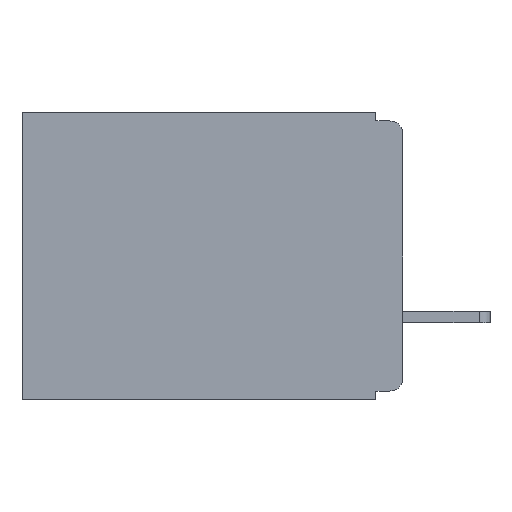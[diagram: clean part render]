
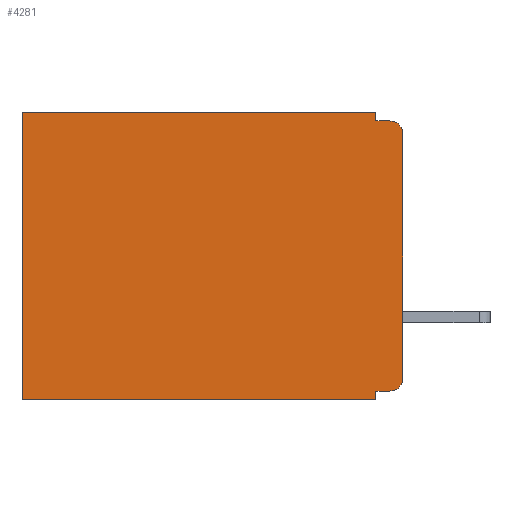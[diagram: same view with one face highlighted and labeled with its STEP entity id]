
A CAD part, left-side view. The second image highlights one B-rep face of the part: STEP entity #4281.
In plain terms, the highlighted planar face has unit normal (-1, 0, 0).
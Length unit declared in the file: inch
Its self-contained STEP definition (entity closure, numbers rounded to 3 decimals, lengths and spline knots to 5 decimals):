
#124 = FACE_OUTER_BOUND ( 'NONE', #8266, .T. ) ;
#365 = CARTESIAN_POINT ( 'NONE',  ( 0.3, 0.015, -0.32 ) ) ;
#426 = CARTESIAN_POINT ( 'NONE',  ( 0.3, 0., -0.305 ) ) ;
#791 = AXIS2_PLACEMENT_3D ( 'NONE', #9111, #903, #1428 ) ;
#800 = CIRCLE ( 'NONE', #5157, 0.015 ) ;
#903 = DIRECTION ( 'NONE',  ( -1., 0., 0. ) ) ;
#930 = CIRCLE ( 'NONE', #791, 0.015 ) ;
#992 = VECTOR ( 'NONE', #1643, 39.37008 ) ;
#1117 = DIRECTION ( 'NONE',  ( 1., 0., 0. ) ) ;
#1134 = LINE ( 'NONE', #2895, #992 ) ;
#1146 = EDGE_CURVE ( 'NONE', #1835, #4568, #6635, .T. ) ;
#1246 = EDGE_CURVE ( 'NONE', #1543, #2910, #6405, .T. ) ;
#1275 = VERTEX_POINT ( 'NONE', #7540 ) ;
#1428 = DIRECTION ( 'NONE',  ( 0., 0., -1. ) ) ;
#1514 = VECTOR ( 'NONE', #2690, 39.37008 ) ;
#1543 = VERTEX_POINT ( 'NONE', #4477 ) ;
#1583 = LINE ( 'NONE', #2936, #1514 ) ;
#1643 = DIRECTION ( 'NONE',  ( 0., 1., 0. ) ) ;
#1765 = DIRECTION ( 'NONE',  ( 0., 1., 0. ) ) ;
#1835 = VERTEX_POINT ( 'NONE', #8735 ) ;
#1907 = EDGE_CURVE ( 'NONE', #9127, #1275, #1134, .T. ) ;
#1947 = EDGE_CURVE ( 'NONE', #1835, #2910, #930, .T. ) ;
#2010 = EDGE_CURVE ( 'NONE', #9127, #4568, #800, .T. ) ;
#2236 = ORIENTED_EDGE ( 'NONE', *, *, #3123, .F. ) ;
#2376 = ORIENTED_EDGE ( 'NONE', *, *, #3224, .F. ) ;
#2389 = ORIENTED_EDGE ( 'NONE', *, *, #5666, .T. ) ;
#2397 = ORIENTED_EDGE ( 'NONE', *, *, #8055, .T. ) ;
#2420 = CARTESIAN_POINT ( 'NONE',  ( 0.3, 0.031, -0.33 ) ) ;
#2449 = ORIENTED_EDGE ( 'NONE', *, *, #1246, .F. ) ;
#2544 = ORIENTED_EDGE ( 'NONE', *, *, #3206, .F. ) ;
#2690 = DIRECTION ( 'NONE',  ( 0., 1., 0. ) ) ;
#2825 = VERTEX_POINT ( 'NONE', #10277 ) ;
#2895 = CARTESIAN_POINT ( 'NONE',  ( 0.3, 0., -0.32 ) ) ;
#2910 = VERTEX_POINT ( 'NONE', #4805 ) ;
#2936 = CARTESIAN_POINT ( 'NONE',  ( 0.3, 0., 0. ) ) ;
#3123 = EDGE_CURVE ( 'NONE', #4138, #6993, #8926, .T. ) ;
#3128 = VERTEX_POINT ( 'NONE', #10531 ) ;
#3164 = ORIENTED_EDGE ( 'NONE', *, *, #2010, .T. ) ;
#3206 = EDGE_CURVE ( 'NONE', #2825, #1543, #5571, .T. ) ;
#3224 = EDGE_CURVE ( 'NONE', #1275, #4138, #5432, .T. ) ;
#3252 = ORIENTED_EDGE ( 'NONE', *, *, #1146, .F. ) ;
#3259 = ORIENTED_EDGE ( 'NONE', *, *, #1907, .F. ) ;
#3330 = DIRECTION ( 'NONE',  ( 0., 0., -1. ) ) ;
#3501 = ORIENTED_EDGE ( 'NONE', *, *, #1947, .T. ) ;
#3825 = DIRECTION ( 'NONE',  ( 0., 0., -1. ) ) ;
#4138 = VERTEX_POINT ( 'NONE', #5498 ) ;
#4248 = CARTESIAN_POINT ( 'NONE',  ( 0.3, 0., -0.33 ) ) ;
#4281 = ADVANCED_FACE ( 'NONE', ( #124 ), #5785, .F. ) ;
#4372 = DIRECTION ( 'NONE',  ( 0., 0., -1. ) ) ;
#4477 = CARTESIAN_POINT ( 'NONE',  ( 0.3, 0.031, -0.01 ) ) ;
#4551 = CARTESIAN_POINT ( 'NONE',  ( 0.3, 0., -0.01 ) ) ;
#4568 = VERTEX_POINT ( 'NONE', #426 ) ;
#4805 = CARTESIAN_POINT ( 'NONE',  ( 0.3, 0.015, -0.01 ) ) ;
#5157 = AXIS2_PLACEMENT_3D ( 'NONE', #8670, #8643, #3825 ) ;
#5324 = VECTOR ( 'NONE', #6846, 39.37008 ) ;
#5327 = CARTESIAN_POINT ( 'NONE',  ( 0.3, 0., -0.33 ) ) ;
#5432 = LINE ( 'NONE', #2420, #5324 ) ;
#5498 = CARTESIAN_POINT ( 'NONE',  ( 0.3, 0.031, -0.33 ) ) ;
#5571 = LINE ( 'NONE', #10138, #5829 ) ;
#5666 = EDGE_CURVE ( 'NONE', #2825, #3128, #1583, .T. ) ;
#5785 = PLANE ( 'NONE',  #8281 ) ;
#5829 = VECTOR ( 'NONE', #3330, 39.37008 ) ;
#6150 = CARTESIAN_POINT ( 'NONE',  ( 0.3, 0., -0.33 ) ) ;
#6224 = VECTOR ( 'NONE', #6794, 39.37008 ) ;
#6405 = LINE ( 'NONE', #4551, #6224 ) ;
#6635 = LINE ( 'NONE', #4248, #6676 ) ;
#6676 = VECTOR ( 'NONE', #4372, 39.37008 ) ;
#6794 = DIRECTION ( 'NONE',  ( 0., -1., 0. ) ) ;
#6846 = DIRECTION ( 'NONE',  ( 0., 0., -1. ) ) ;
#6934 = VECTOR ( 'NONE', #10386, 39.37008 ) ;
#6993 = VERTEX_POINT ( 'NONE', #9166 ) ;
#7540 = CARTESIAN_POINT ( 'NONE',  ( 0.3, 0.031, -0.32 ) ) ;
#7686 = LINE ( 'NONE', #10500, #6934 ) ;
#8055 = EDGE_CURVE ( 'NONE', #3128, #6993, #7686, .T. ) ;
#8266 = EDGE_LOOP ( 'NONE', ( #3252, #3501, #2449, #2544, #2389, #2397, #2236, #2376, #3259, #3164 ) ) ;
#8281 = AXIS2_PLACEMENT_3D ( 'NONE', #5327, #1117, #10079 ) ;
#8643 = DIRECTION ( 'NONE',  ( -1., 0., 0. ) ) ;
#8670 = CARTESIAN_POINT ( 'NONE',  ( 0.3, 0.015, -0.305 ) ) ;
#8735 = CARTESIAN_POINT ( 'NONE',  ( 0.3, 0., -0.025 ) ) ;
#8926 = LINE ( 'NONE', #6150, #9046 ) ;
#9046 = VECTOR ( 'NONE', #1765, 39.37008 ) ;
#9111 = CARTESIAN_POINT ( 'NONE',  ( 0.3, 0.015, -0.025 ) ) ;
#9127 = VERTEX_POINT ( 'NONE', #365 ) ;
#9166 = CARTESIAN_POINT ( 'NONE',  ( 0.3, 0.437, -0.33 ) ) ;
#10079 = DIRECTION ( 'NONE',  ( 0., 0., -1. ) ) ;
#10138 = CARTESIAN_POINT ( 'NONE',  ( 0.3, 0.031, 0. ) ) ;
#10277 = CARTESIAN_POINT ( 'NONE',  ( 0.3, 0.031, 0. ) ) ;
#10386 = DIRECTION ( 'NONE',  ( 0., 0., -1. ) ) ;
#10500 = CARTESIAN_POINT ( 'NONE',  ( 0.3, 0.437, -0.33 ) ) ;
#10531 = CARTESIAN_POINT ( 'NONE',  ( 0.3, 0.437, 0. ) ) ;
